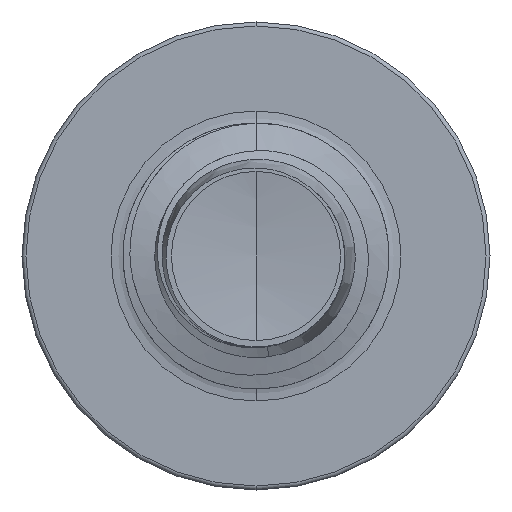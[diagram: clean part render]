
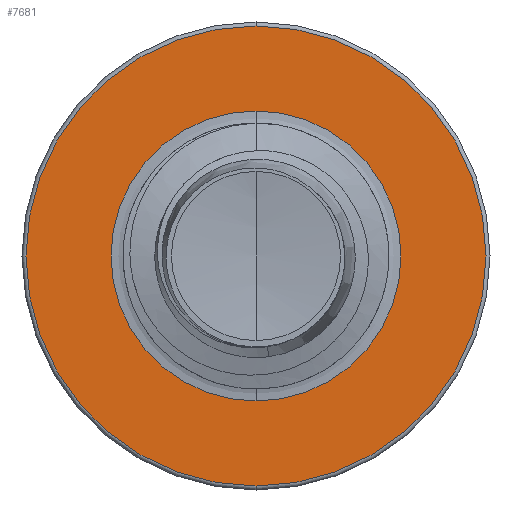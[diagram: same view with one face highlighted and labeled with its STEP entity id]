
A CAD part, front view. The second image highlights one B-rep face of the part: STEP entity #7681.
In plain terms, the highlighted planar face has unit normal (0, -1, 0).
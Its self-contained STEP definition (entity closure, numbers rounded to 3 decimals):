
#110 = CIRCLE ( 'NONE', #4150, 1.363 ) ;
#125 = CIRCLE ( 'NONE', #7519, 2.163 ) ;
#642 = DIRECTION ( 'NONE',  ( 0., 0., 1. ) ) ;
#650 = DIRECTION ( 'NONE',  ( 0., 1., 0. ) ) ;
#653 = CARTESIAN_POINT ( 'NONE',  ( 0., 2.5, 0. ) ) ;
#671 = EDGE_CURVE ( 'NONE', #7156, #8288, #3670, .T. ) ;
#838 = DIRECTION ( 'NONE',  ( 0., 0., 1. ) ) ;
#840 = DIRECTION ( 'NONE',  ( 0., 1., 0. ) ) ;
#857 = CARTESIAN_POINT ( 'NONE',  ( 0., 2.5, 0. ) ) ;
#1153 = CARTESIAN_POINT ( 'NONE',  ( 0., 2.5, -1.363 ) ) ;
#1427 = CARTESIAN_POINT ( 'NONE',  ( 0., 2.5, 1.363 ) ) ;
#1825 = EDGE_LOOP ( 'NONE', ( #9585, #5234 ) ) ;
#2109 = PLANE ( 'NONE',  #6012 ) ;
#2274 = AXIS2_PLACEMENT_3D ( 'NONE', #5317, #5355, #4581 ) ;
#2837 = ORIENTED_EDGE ( 'NONE', *, *, #4693, .F. ) ;
#2855 = DIRECTION ( 'NONE',  ( 0., 1., 0. ) ) ;
#3066 = DIRECTION ( 'NONE',  ( 0., 0., 1. ) ) ;
#3500 = FACE_OUTER_BOUND ( 'NONE', #6167, .T. ) ;
#3536 = CARTESIAN_POINT ( 'NONE',  ( 0., 2.5, -2.163 ) ) ;
#3670 = CIRCLE ( 'NONE', #2274, 2.163 ) ;
#3702 = VERTEX_POINT ( 'NONE', #5453 ) ;
#3791 = CIRCLE ( 'NONE', #8459, 1.363 ) ;
#3863 = ORIENTED_EDGE ( 'NONE', *, *, #671, .F. ) ;
#4150 = AXIS2_PLACEMENT_3D ( 'NONE', #7373, #2855, #7931 ) ;
#4581 = DIRECTION ( 'NONE',  ( 0., 0., 1. ) ) ;
#4693 = EDGE_CURVE ( 'NONE', #8288, #7156, #125, .T. ) ;
#5234 = ORIENTED_EDGE ( 'NONE', *, *, #5340, .T. ) ;
#5317 = CARTESIAN_POINT ( 'NONE',  ( 0., 2.5, 0. ) ) ;
#5340 = EDGE_CURVE ( 'NONE', #3702, #5821, #3791, .T. ) ;
#5355 = DIRECTION ( 'NONE',  ( 0., 1., 0. ) ) ;
#5436 = FACE_BOUND ( 'NONE', #1825, .T. ) ;
#5453 = CARTESIAN_POINT ( 'NONE',  ( 0., 2.5, -1.363 ) ) ;
#5821 = VERTEX_POINT ( 'NONE', #1427 ) ;
#6012 = AXIS2_PLACEMENT_3D ( 'NONE', #1153, #7725, #3066 ) ;
#6167 = EDGE_LOOP ( 'NONE', ( #2837, #3863 ) ) ;
#6977 = EDGE_CURVE ( 'NONE', #5821, #3702, #110, .T. ) ;
#7156 = VERTEX_POINT ( 'NONE', #3536 ) ;
#7373 = CARTESIAN_POINT ( 'NONE',  ( 0., 2.5, 0. ) ) ;
#7519 = AXIS2_PLACEMENT_3D ( 'NONE', #653, #650, #642 ) ;
#7681 = ADVANCED_FACE ( 'NONE', ( #3500, #5436 ), #2109, .F. ) ;
#7725 = DIRECTION ( 'NONE',  ( 0., 1., 0. ) ) ;
#7931 = DIRECTION ( 'NONE',  ( 0., 0., 1. ) ) ;
#8288 = VERTEX_POINT ( 'NONE', #8471 ) ;
#8459 = AXIS2_PLACEMENT_3D ( 'NONE', #857, #840, #838 ) ;
#8471 = CARTESIAN_POINT ( 'NONE',  ( 0., 2.5, 2.163 ) ) ;
#9585 = ORIENTED_EDGE ( 'NONE', *, *, #6977, .T. ) ;
